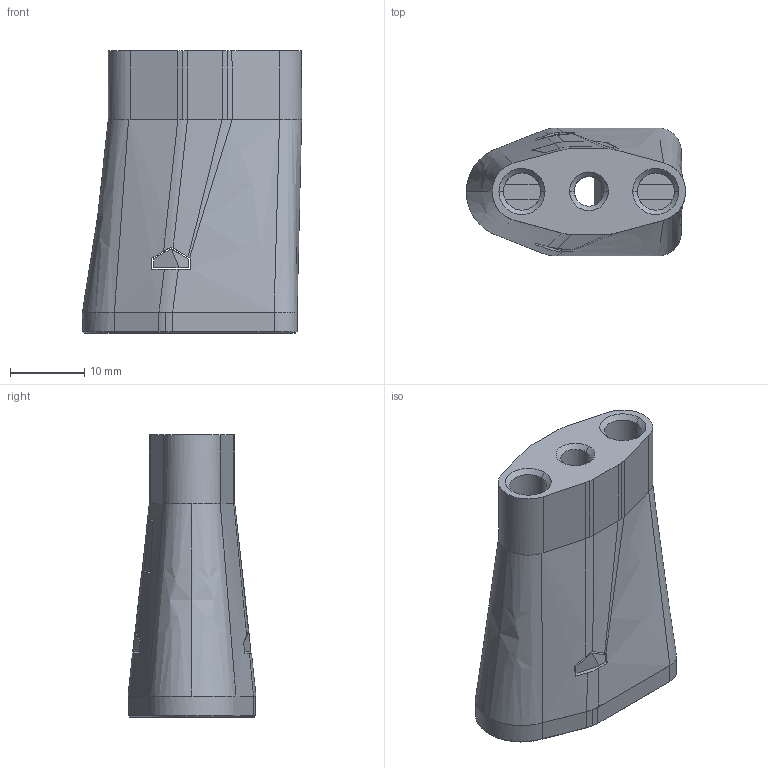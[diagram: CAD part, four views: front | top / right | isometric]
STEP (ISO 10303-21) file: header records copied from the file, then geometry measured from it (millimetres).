
FILE_DESCRIPTION(('STEP AP214'),'1');
FILE_NAME('BLTouch-M3HeatSerts.stp','2022-03-06T18:16:32',(' '),(' '),'Spatial InterOp 3D',' ',' ');
FILE_SCHEMA(('automotive_design'));
Length unit declared in the file: inch
Products named in the file (6): 1; 2; 3; 4; 5; 6
Bounding box: 29.47 x 17.2 x 37.97 mm (x, y, z)
Volume: 9301 mm3; surface area: 5152.9 mm2
Topology: 6 solids, 6 shells, 699 faces, 1988 edges, 1307 vertices
Faces by surface type: cone 228, cylinder 223, bspline 136, plane 109, revolution 2, offset 1
Entity records: 37792 total; most frequent: CARTESIAN_POINT 15663, ORIENTED_EDGE 3972, DIRECTION 2998, EDGE_CURVE 1986, AXIS2_PLACEMENT_3D 1323, VERTEX_POINT 1307, CIRCLE 728, EDGE_LOOP 719
